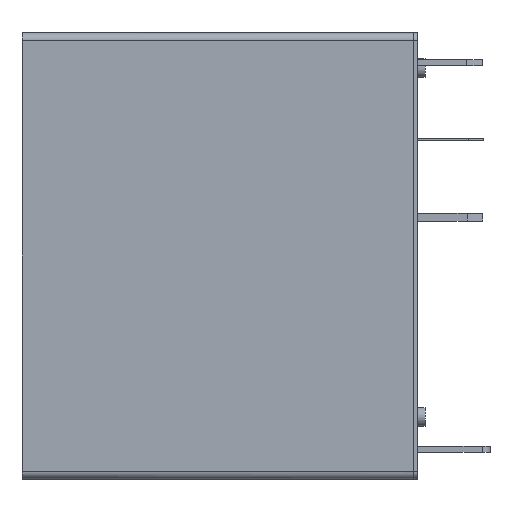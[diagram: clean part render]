
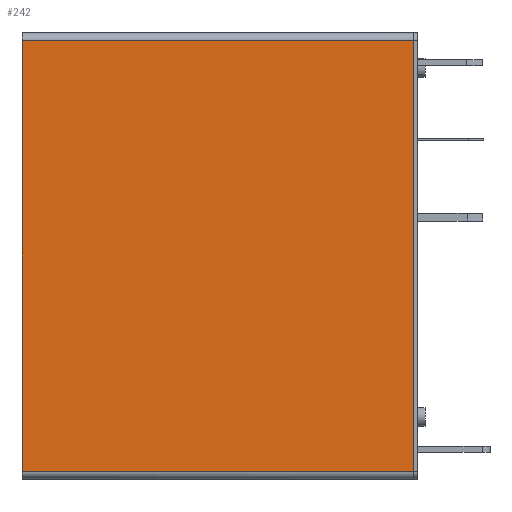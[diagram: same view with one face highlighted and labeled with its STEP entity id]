
A CAD part, front view. The second image highlights one B-rep face of the part: STEP entity #242.
In plain terms, the highlighted planar face has unit normal (0, -1, 0).
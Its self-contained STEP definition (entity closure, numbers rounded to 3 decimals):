
#123=FACE_OUTER_BOUND('',#496,.T.);
#242=ADVANCED_FACE('',(#123),#346,.T.);
#346=PLANE('',#1926);
#496=EDGE_LOOP('',(#671,#672,#673,#674));
#671=ORIENTED_EDGE('',*,*,#1331,.F.);
#672=ORIENTED_EDGE('',*,*,#1332,.F.);
#673=ORIENTED_EDGE('',*,*,#1323,.T.);
#674=ORIENTED_EDGE('',*,*,#1333,.T.);
#1159=VERTEX_POINT('',#2691);
#1160=VERTEX_POINT('',#2692);
#1167=VERTEX_POINT('',#2708);
#1168=VERTEX_POINT('',#2709);
#1323=EDGE_CURVE('',#1159,#1160,#1555,.T.);
#1331=EDGE_CURVE('',#1167,#1168,#1559,.T.);
#1332=EDGE_CURVE('',#1159,#1167,#1560,.T.);
#1333=EDGE_CURVE('',#1160,#1168,#1561,.T.);
#1555=LINE('',#2690,#1751);
#1559=LINE('',#2707,#1755);
#1560=LINE('',#2710,#1756);
#1561=LINE('',#2711,#1757);
#1751=VECTOR('',#2124,1.);
#1755=VECTOR('',#2138,1.);
#1756=VECTOR('',#2139,1.);
#1757=VECTOR('',#2140,1.);
#1926=AXIS2_PLACEMENT_3D('',#2712,#2141,#2142);
#2124=DIRECTION('',(0.,0.,1.));
#2138=DIRECTION('',(0.,0.,1.));
#2139=DIRECTION('',(-1.,0.,0.));
#2140=DIRECTION('',(-1.,0.,0.));
#2141=DIRECTION('',(0.,-1.,0.));
#2142=DIRECTION('',(0.,0.,1.));
#2690=CARTESIAN_POINT('',(3.04,-16.26,14.755));
#2691=CARTESIAN_POINT('',(3.04,-16.26,14.755));
#2692=CARTESIAN_POINT('',(3.04,-16.26,42.605));
#2707=CARTESIAN_POINT('',(-22.26,-16.26,14.755));
#2708=CARTESIAN_POINT('',(-22.26,-16.26,14.755));
#2709=CARTESIAN_POINT('',(-22.26,-16.26,42.605));
#2710=CARTESIAN_POINT('',(3.04,-16.26,14.755));
#2711=CARTESIAN_POINT('',(3.04,-16.26,42.605));
#2712=CARTESIAN_POINT('',(3.04,-16.26,14.755));
